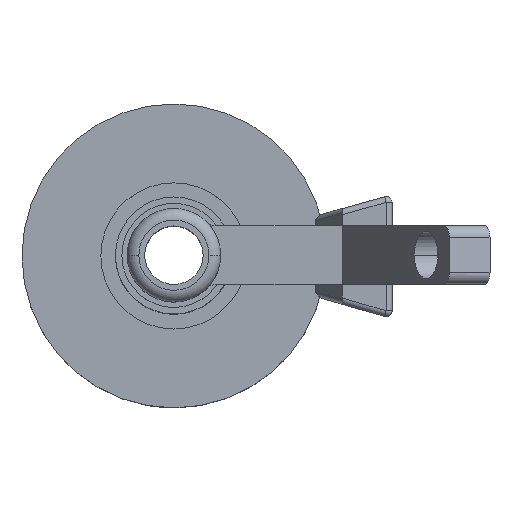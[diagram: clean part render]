
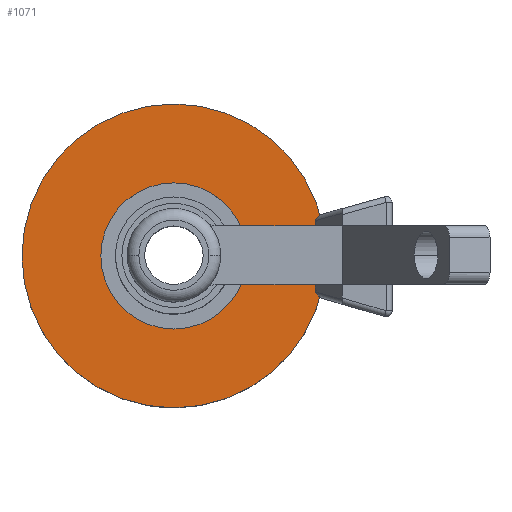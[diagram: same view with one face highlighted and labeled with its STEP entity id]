
A CAD part, top view. The second image highlights one B-rep face of the part: STEP entity #1071.
In plain terms, the highlighted planar face has unit normal (0, 0, 1).
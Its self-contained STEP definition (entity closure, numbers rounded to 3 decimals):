
#2=CARTESIAN_POINT('',(0.,0.,8.));
#3=DIRECTION('',(0.,0.,-1.));
#4=DIRECTION('',(-1.,0.,0.));
#5=AXIS2_PLACEMENT_3D('',#2,#3,#4);
#11=CARTESIAN_POINT('',(0.,0.,8.));
#12=DIRECTION('',(0.,0.,1.));
#13=DIRECTION('',(-1.,0.,0.));
#14=AXIS2_PLACEMENT_3D('',#11,#12,#13);
#52=CARTESIAN_POINT('',(0.,0.,8.));
#53=DIRECTION('',(0.,0.,-1.));
#54=DIRECTION('',(-1.,0.,0.));
#55=AXIS2_PLACEMENT_3D('',#52,#53,#54);
#57=CARTESIAN_POINT('',(0.,0.,8.));
#58=DIRECTION('',(0.,0.,1.));
#59=DIRECTION('',(-1.,0.,0.));
#60=AXIS2_PLACEMENT_3D('',#57,#58,#59);
#802=CARTESIAN_POINT('',(-12.99,0.,8.));
#804=VERTEX_POINT('',#802);
#810=CARTESIAN_POINT('',(12.99,0.,8.));
#812=VERTEX_POINT('',#810);
#819=CARTESIAN_POINT('',(-6.25,0.,8.));
#821=VERTEX_POINT('',#819);
#823=CARTESIAN_POINT('',(6.25,0.,8.));
#825=VERTEX_POINT('',#823);
#1056=CARTESIAN_POINT('',(0.,0.,8.));
#1057=DIRECTION('',(0.,0.,-1.));
#1058=DIRECTION('',(-1.,0.,0.));
#1059=AXIS2_PLACEMENT_3D('',#1056,#1057,#1058);
#1060=PLANE('',#1059);
#1061=ORIENTED_EDGE('',*,*,#1032,.F.);
#1062=ORIENTED_EDGE('',*,*,#1021,.T.);
#1063=EDGE_LOOP('',(#1061,#1062));
#1064=FACE_OUTER_BOUND('',#1063,.F.);
#1066=ORIENTED_EDGE('',*,*,#1065,.F.);
#1068=ORIENTED_EDGE('',*,*,#1067,.T.);
#1069=EDGE_LOOP('',(#1066,#1068));
#1070=FACE_BOUND('',#1069,.F.);
#1071=ADVANCED_FACE('',(#1064,#1070),#1060,.F.);
#6=CIRCLE('',#5,12.99);
#15=CIRCLE('',#14,12.99);
#56=CIRCLE('',#55,6.25);
#61=CIRCLE('',#60,6.25);
#1021=EDGE_CURVE('',#804,#812,#6,.T.);
#1032=EDGE_CURVE('',#804,#812,#15,.T.);
#1065=EDGE_CURVE('',#821,#825,#56,.T.);
#1067=EDGE_CURVE('',#821,#825,#61,.T.);
